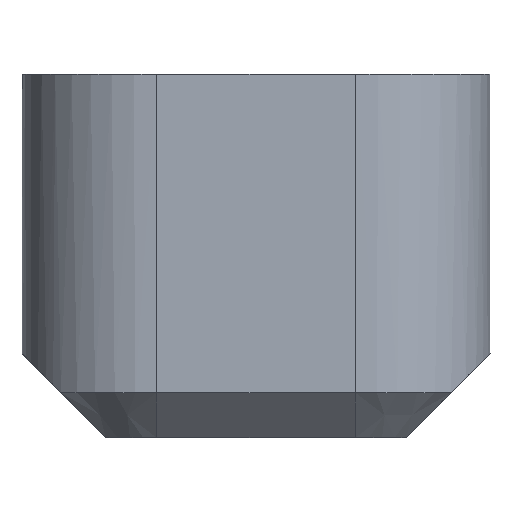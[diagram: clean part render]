
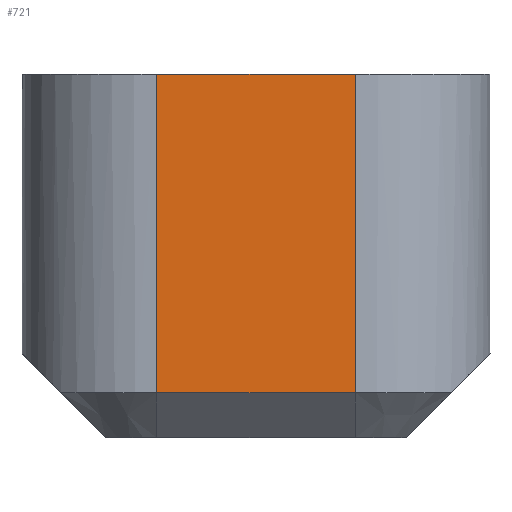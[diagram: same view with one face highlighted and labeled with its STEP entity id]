
A CAD part, left-side view. The second image highlights one B-rep face of the part: STEP entity #721.
In plain terms, the highlighted planar face has unit normal (-1, 0, 0).
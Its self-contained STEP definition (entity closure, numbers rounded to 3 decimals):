
#103=FACE_OUTER_BOUND('',#149,.T.);
#149=EDGE_LOOP('',(#652,#653,#654,#655));
#190=LINE('',#1130,#261);
#197=LINE('',#1165,#268);
#203=LINE('',#1182,#274);
#220=LINE('',#1226,#291);
#261=VECTOR('',#908,10.);
#268=VECTOR('',#941,10.);
#274=VECTOR('',#959,10.);
#291=VECTOR('',#1016,10.);
#329=VERTEX_POINT('',#1123);
#330=VERTEX_POINT('',#1127);
#343=VERTEX_POINT('',#1163);
#348=VERTEX_POINT('',#1181);
#407=EDGE_CURVE('',#329,#330,#190,.T.);
#424=EDGE_CURVE('',#330,#343,#197,.T.);
#433=EDGE_CURVE('',#329,#348,#203,.T.);
#455=EDGE_CURVE('',#348,#343,#220,.T.);
#652=ORIENTED_EDGE('',*,*,#407,.T.);
#653=ORIENTED_EDGE('',*,*,#424,.T.);
#654=ORIENTED_EDGE('',*,*,#455,.F.);
#655=ORIENTED_EDGE('',*,*,#433,.F.);
#681=PLANE('',#811);
#721=ADVANCED_FACE('',(#103),#681,.T.);
#811=AXIS2_PLACEMENT_3D('',#1227,#1017,#1018);
#908=DIRECTION('',(0.,-1.,0.));
#941=DIRECTION('',(0.,0.,1.));
#959=DIRECTION('',(0.,0.,1.));
#1016=DIRECTION('',(0.,-1.,0.));
#1017=DIRECTION('center_axis',(-1.,0.,0.));
#1018=DIRECTION('ref_axis',(0.,-1.,0.));
#1123=CARTESIAN_POINT('',(-6.6,2.218,1.));
#1127=CARTESIAN_POINT('',(-6.6,-2.218,1.));
#1130=CARTESIAN_POINT('',(-6.6,0.,1.));
#1163=CARTESIAN_POINT('',(-6.6,-2.218,8.1));
#1165=CARTESIAN_POINT('',(-6.6,-2.218,0.));
#1181=CARTESIAN_POINT('',(-6.6,2.218,8.1));
#1182=CARTESIAN_POINT('',(-6.6,2.218,0.));
#1226=CARTESIAN_POINT('',(-6.6,2.218,8.1));
#1227=CARTESIAN_POINT('Origin',(-6.6,2.218,0.));
